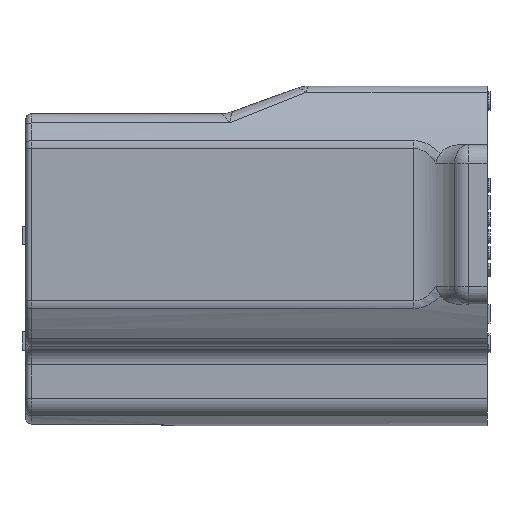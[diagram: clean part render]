
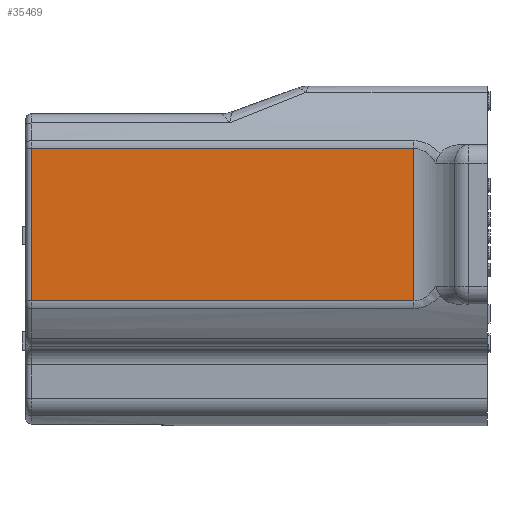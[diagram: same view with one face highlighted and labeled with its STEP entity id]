
A CAD part, left-side view. The second image highlights one B-rep face of the part: STEP entity #35469.
In plain terms, the highlighted planar face has unit normal (-1, 0, 0).
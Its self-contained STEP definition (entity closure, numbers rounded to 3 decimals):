
#10995=DIRECTION('',(0.,0.,1.));
#10996=VECTOR('',#10995,8.249);
#10997=CARTESIAN_POINT('',(-10.,24.7,-4.124));
#10998=LINE('',#10997,#10996);
#10999=DIRECTION('',(0.,1.,0.));
#11000=VECTOR('',#10999,20.728);
#11001=CARTESIAN_POINT('',(-10.,3.972,
4.124));
#11002=LINE('',#11001,#11000);
#11003=DIRECTION('',(0.,0.,1.));
#11004=VECTOR('',#11003,8.249);
#11005=CARTESIAN_POINT('',(-10.,3.972,
-4.124));
#11006=LINE('',#11005,#11004);
#11007=DIRECTION('',(0.,-1.,
0.));
#11008=VECTOR('',#11007,20.728);
#11009=CARTESIAN_POINT('',(-10.,24.7,-4.124));
#11010=LINE('',#11009,#11008);
#17246=CARTESIAN_POINT('',(-10.,3.972,4.124));
#17248=VERTEX_POINT('',#17246);
#17250=CARTESIAN_POINT('',(-10.,3.972,
-4.124));
#17252=VERTEX_POINT('',#17250);
#17368=CARTESIAN_POINT('',(-10.,24.7,4.124));
#17369=VERTEX_POINT('',#17368);
#17372=CARTESIAN_POINT('',(-10.,24.7,-4.124));
#17373=VERTEX_POINT('',#17372);
#35456=CARTESIAN_POINT('',(-10.,0.,-4.337));
#35457=DIRECTION('',(-1.,0.,0.));
#35458=DIRECTION('',(0.,0.,1.));
#35459=AXIS2_PLACEMENT_3D('',#35456,#35457,#35458);
#35460=PLANE('',#35459);
#35461=ORIENTED_EDGE('',*,*,#34779,.T.);
#35463=ORIENTED_EDGE('',*,*,#35462,.F.);
#35465=ORIENTED_EDGE('',*,*,#35464,.F.);
#35466=ORIENTED_EDGE('',*,*,#35449,.F.);
#35467=EDGE_LOOP('',(#35461,#35463,#35465,#35466));
#35468=FACE_OUTER_BOUND('',#35467,.F.);
#35469=ADVANCED_FACE('',(#35468),#35460,.T.);
#34779=EDGE_CURVE('',#17373,#17369,#10998,.T.);
#35449=EDGE_CURVE('',#17373,#17252,#11010,.T.);
#35462=EDGE_CURVE('',#17248,#17369,#11002,.T.);
#35464=EDGE_CURVE('',#17252,#17248,#11006,.T.);
